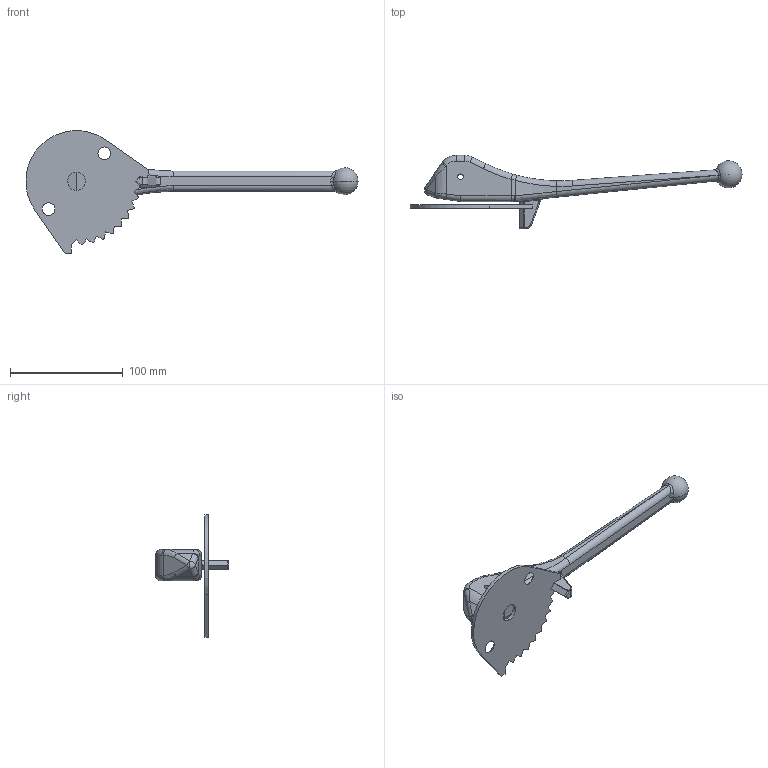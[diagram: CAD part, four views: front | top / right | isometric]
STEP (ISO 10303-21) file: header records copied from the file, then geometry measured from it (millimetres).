
FILE_DESCRIPTION (( 'STEP AP214' ), '1' );
FILE_NAME ('EV-SERIES LEVER L2.STEP', '2016-07-26T07:29:32', ( '' ), ( '' ), 'SwSTEP 2.0', 'SolidWorks 2015', '' );
FILE_SCHEMA (( 'AUTOMOTIVE_DESIGN' ));
Length unit declared in the file: millimetre
Products named in the file (1): EV-SERIES LEVER L2
Bounding box: 294.83 x 65 x 108.83 mm (x, y, z)
Volume: 139215.2 mm3; surface area: 38135.1 mm2
Topology: 1 solids, 1 shells, 199 faces, 509 edges, 298 vertices
Faces by surface type: cylinder 65, plane 59, bspline 42, torus 21, cone 6, sphere 6
Entity records: 9245 total; most frequent: CARTESIAN_POINT 2595, ORIENTED_EDGE 984, DIRECTION 894, EDGE_CURVE 492, AXIS2_PLACEMENT_3D 338, VERTEX_POINT 295, LINE 218, VECTOR 218
